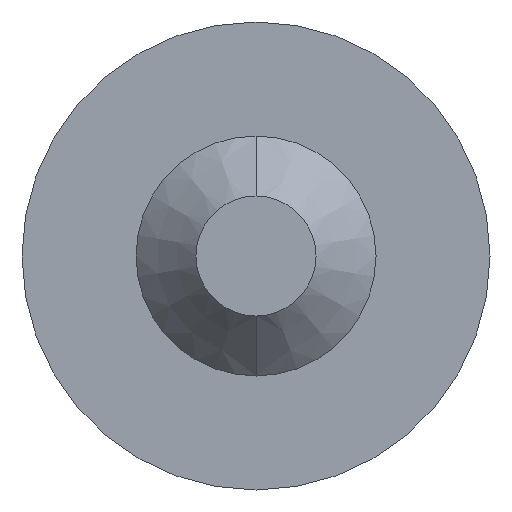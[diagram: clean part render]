
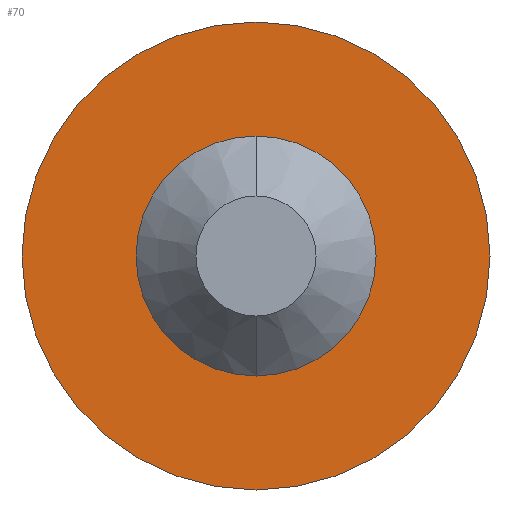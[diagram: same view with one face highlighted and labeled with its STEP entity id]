
A CAD part, front view. The second image highlights one B-rep face of the part: STEP entity #70.
In plain terms, the highlighted planar face has unit normal (0, -1, 0).
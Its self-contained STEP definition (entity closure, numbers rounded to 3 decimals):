
#6 = EDGE_CURVE ( 'NONE', #104, #139, #341, .T. ) ;
#17 = ORIENTED_EDGE ( 'NONE', *, *, #295, .T. ) ;
#27 = DIRECTION ( 'NONE',  ( 0., 0., -1. ) ) ;
#33 = DIRECTION ( 'NONE',  ( 0., 0., -1. ) ) ;
#36 = EDGE_LOOP ( 'NONE', ( #109, #244 ) ) ;
#58 = EDGE_LOOP ( 'NONE', ( #283, #17 ) ) ;
#70 = ADVANCED_FACE ( 'NONE', ( #100, #273 ), #232, .T. ) ;
#79 = CARTESIAN_POINT ( 'NONE',  ( 0., 7., -1. ) ) ;
#91 = CARTESIAN_POINT ( 'NONE',  ( 0., 7., 0. ) ) ;
#100 = FACE_OUTER_BOUND ( 'NONE', #58, .T. ) ;
#104 = VERTEX_POINT ( 'NONE', #198 ) ;
#107 = CIRCLE ( 'NONE', #333, 1.95 ) ;
#109 = ORIENTED_EDGE ( 'NONE', *, *, #336, .F. ) ;
#127 = CIRCLE ( 'NONE', #172, 1. ) ;
#139 = VERTEX_POINT ( 'NONE', #79 ) ;
#148 = CARTESIAN_POINT ( 'NONE',  ( 0., 7., 1.95 ) ) ;
#150 = CARTESIAN_POINT ( 'NONE',  ( 0., 7., 0. ) ) ;
#155 = CARTESIAN_POINT ( 'NONE',  ( 0., 7., 0. ) ) ;
#172 = AXIS2_PLACEMENT_3D ( 'NONE', #259, #213, #303 ) ;
#173 = CIRCLE ( 'NONE', #196, 1.95 ) ;
#182 = DIRECTION ( 'NONE',  ( 0., -1., 0. ) ) ;
#196 = AXIS2_PLACEMENT_3D ( 'NONE', #91, #230, #33 ) ;
#198 = CARTESIAN_POINT ( 'NONE',  ( 0., 7., 1. ) ) ;
#208 = DIRECTION ( 'NONE',  ( 0., 0., -1. ) ) ;
#213 = DIRECTION ( 'NONE',  ( 0., -1., 0. ) ) ;
#230 = DIRECTION ( 'NONE',  ( 0., -1., 0. ) ) ;
#232 = PLANE ( 'NONE',  #265 ) ;
#236 = VERTEX_POINT ( 'NONE', #148 ) ;
#244 = ORIENTED_EDGE ( 'NONE', *, *, #6, .F. ) ;
#248 = DIRECTION ( 'NONE',  ( 0., -1., 0. ) ) ;
#259 = CARTESIAN_POINT ( 'NONE',  ( 0., 7., 0. ) ) ;
#261 = DIRECTION ( 'NONE',  ( 0., -1., 0. ) ) ;
#264 = VERTEX_POINT ( 'NONE', #328 ) ;
#265 = AXIS2_PLACEMENT_3D ( 'NONE', #297, #261, #358 ) ;
#273 = FACE_BOUND ( 'NONE', #36, .T. ) ;
#274 = EDGE_CURVE ( 'NONE', #264, #236, #107, .T. ) ;
#283 = ORIENTED_EDGE ( 'NONE', *, *, #274, .T. ) ;
#295 = EDGE_CURVE ( 'NONE', #236, #264, #173, .T. ) ;
#297 = CARTESIAN_POINT ( 'NONE',  ( 1., 7., 0. ) ) ;
#303 = DIRECTION ( 'NONE',  ( 0., 0., -1. ) ) ;
#328 = CARTESIAN_POINT ( 'NONE',  ( 0., 7., -1.95 ) ) ;
#333 = AXIS2_PLACEMENT_3D ( 'NONE', #150, #182, #27 ) ;
#336 = EDGE_CURVE ( 'NONE', #139, #104, #127, .T. ) ;
#341 = CIRCLE ( 'NONE', #350, 1. ) ;
#350 = AXIS2_PLACEMENT_3D ( 'NONE', #155, #248, #208 ) ;
#358 = DIRECTION ( 'NONE',  ( 0., 0., -1. ) ) ;
